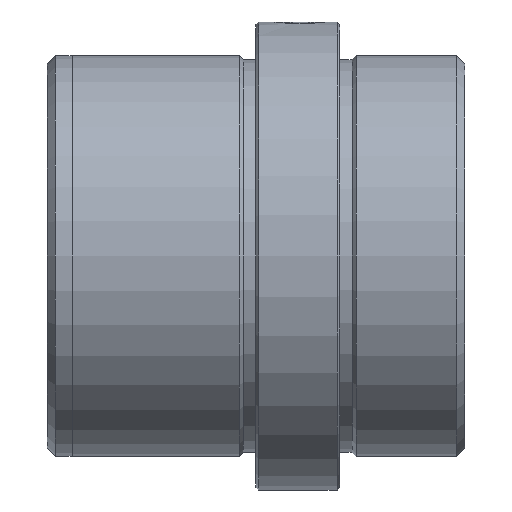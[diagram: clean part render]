
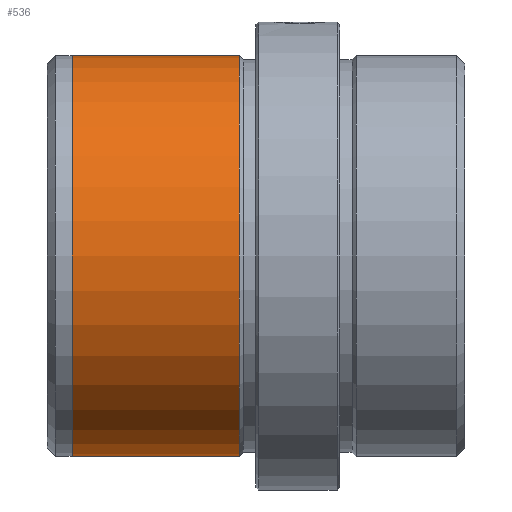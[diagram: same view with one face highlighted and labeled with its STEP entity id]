
A CAD part, left-side view. The second image highlights one B-rep face of the part: STEP entity #536.
In plain terms, the highlighted cylindrical face has radius 24 mm (diameter 48 mm), a partial arc.
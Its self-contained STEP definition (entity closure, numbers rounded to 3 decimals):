
#64 = FACE_OUTER_BOUND ( 'NONE', #788, .T. ) ;
#65 = CARTESIAN_POINT ( 'NONE',  ( 0., 27., 0. ) ) ;
#126 = VECTOR ( 'NONE', #879, 1000. ) ;
#195 = DIRECTION ( 'NONE',  ( 0., -1., 0. ) ) ;
#240 = DIRECTION ( 'NONE',  ( 0., 0., -1. ) ) ;
#264 = VERTEX_POINT ( 'NONE', #1893 ) ;
#310 = AXIS2_PLACEMENT_3D ( 'NONE', #1966, #195, #359 ) ;
#319 = EDGE_CURVE ( 'NONE', #264, #1475, #1134, .T. ) ;
#359 = DIRECTION ( 'NONE',  ( 0., 0., -1. ) ) ;
#370 = DIRECTION ( 'NONE',  ( 0., -1., 0. ) ) ;
#518 = CARTESIAN_POINT ( 'NONE',  ( 0., 27., 24. ) ) ;
#536 = ADVANCED_FACE ( 'NONE', ( #64 ), #1696, .T. ) ;
#626 = EDGE_CURVE ( 'NONE', #1475, #1846, #1457, .T. ) ;
#655 = CARTESIAN_POINT ( 'NONE',  ( 0., 0., 24. ) ) ;
#788 = EDGE_LOOP ( 'NONE', ( #1237, #933, #1753, #1596 ) ) ;
#879 = DIRECTION ( 'NONE',  ( 0., -1., 0. ) ) ;
#887 = CARTESIAN_POINT ( 'NONE',  ( 0., 0., -24. ) ) ;
#933 = ORIENTED_EDGE ( 'NONE', *, *, #1837, .T. ) ;
#962 = EDGE_CURVE ( 'NONE', #1624, #1846, #973, .T. ) ;
#973 = LINE ( 'NONE', #887, #126 ) ;
#1134 = LINE ( 'NONE', #655, #1936 ) ;
#1137 = DIRECTION ( 'NONE',  ( 0., -1., 0. ) ) ;
#1213 = DIRECTION ( 'NONE',  ( 0., -1., 0. ) ) ;
#1237 = ORIENTED_EDGE ( 'NONE', *, *, #319, .F. ) ;
#1353 = CARTESIAN_POINT ( 'NONE',  ( 0., 47., 0. ) ) ;
#1412 = AXIS2_PLACEMENT_3D ( 'NONE', #65, #1213, #240 ) ;
#1457 = CIRCLE ( 'NONE', #1412, 24. ) ;
#1475 = VERTEX_POINT ( 'NONE', #518 ) ;
#1514 = DIRECTION ( 'NONE',  ( 0., 0., -1. ) ) ;
#1596 = ORIENTED_EDGE ( 'NONE', *, *, #626, .F. ) ;
#1624 = VERTEX_POINT ( 'NONE', #2023 ) ;
#1657 = CARTESIAN_POINT ( 'NONE',  ( 0., 27., -24. ) ) ;
#1696 = CYLINDRICAL_SURFACE ( 'NONE', #310, 24. ) ;
#1753 = ORIENTED_EDGE ( 'NONE', *, *, #962, .T. ) ;
#1837 = EDGE_CURVE ( 'NONE', #264, #1624, #2076, .T. ) ;
#1846 = VERTEX_POINT ( 'NONE', #1657 ) ;
#1893 = CARTESIAN_POINT ( 'NONE',  ( 0., 47., 24. ) ) ;
#1936 = VECTOR ( 'NONE', #1137, 1000. ) ;
#1966 = CARTESIAN_POINT ( 'NONE',  ( 0., 0., 0. ) ) ;
#1981 = AXIS2_PLACEMENT_3D ( 'NONE', #1353, #370, #1514 ) ;
#2023 = CARTESIAN_POINT ( 'NONE',  ( 0., 47., -24. ) ) ;
#2076 = CIRCLE ( 'NONE', #1981, 24. ) ;
